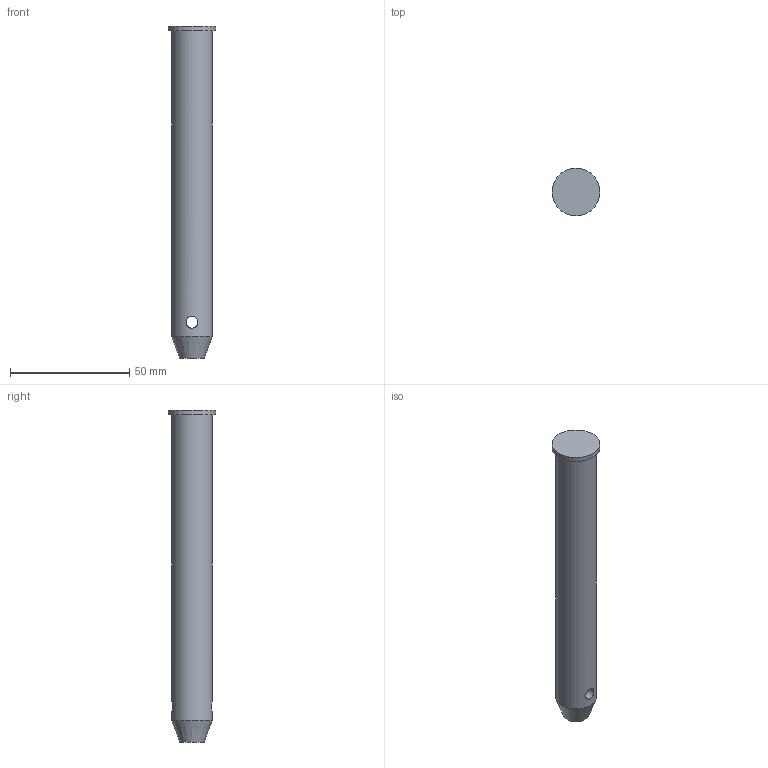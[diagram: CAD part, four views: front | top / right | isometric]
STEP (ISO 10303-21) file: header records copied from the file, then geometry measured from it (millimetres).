
FILE_DESCRIPTION(/* description */ (''),/* implementation_level */ '2;1');
FILE_NAME(/* name */ 'goupille motoculteur sans maillon.step',/* time_stamp */ '2022-03-30T20:05:31+02:00',/* author */ (''),/* organization */ (''),/* preprocessor_version */ 'ST-DEVELOPER v18.1',/* originating_system */ 'Autodesk Translation Framework v10.10.0.1391',/* authorisation */ '');
FILE_SCHEMA (('AUTOMOTIVE_DESIGN { 1 0 10303 214 3 1 1 }'));
Length unit declared in the file: millimetre
Products named in the file (1): goupille motoculteur toute usinée
Bounding box: 20 x 20 x 139 mm (x, y, z)
Volume: 30708.3 mm3; surface area: 8083.3 mm2
Topology: 1 solids, 1 shells, 7 faces, 11 edges, 7 vertices
Faces by surface type: plane 3, cylinder 3, cone 1
Full cylindrical faces by diameter (mm): 5 x1, 17 x1, 20 x1
Entity records: 261 total; most frequent: CARTESIAN_POINT 92, DIRECTION 30, ORIENTED_EDGE 22, AXIS2_PLACEMENT_3D 13, EDGE_CURVE 11, EDGE_LOOP 10, FACE_OUTER_BOUND 7, VERTEX_POINT 7
